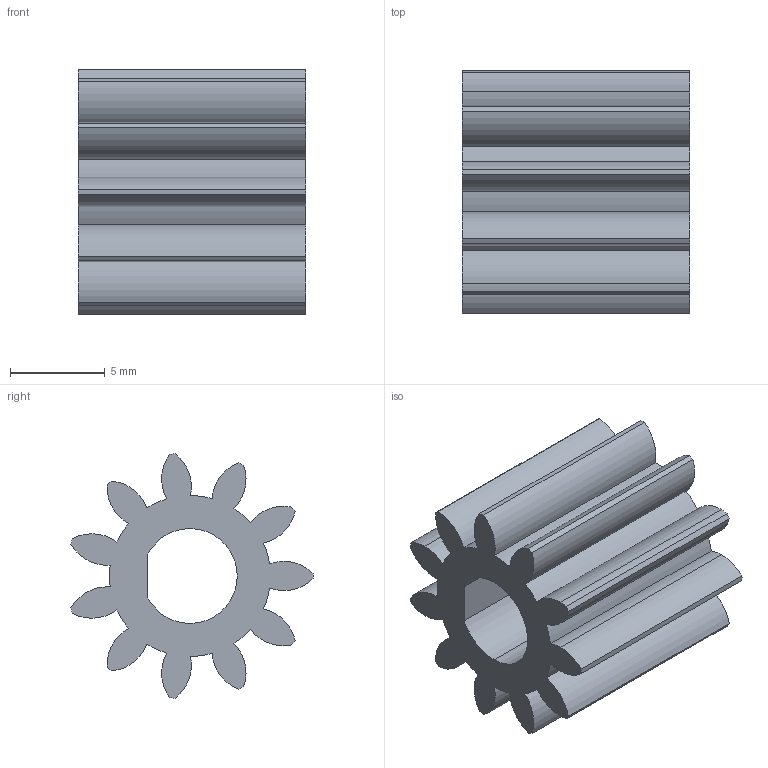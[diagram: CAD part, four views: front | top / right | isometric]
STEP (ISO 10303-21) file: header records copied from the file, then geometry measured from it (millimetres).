
FILE_DESCRIPTION (( 'STEP AP214' ), '1' );
FILE_NAME ('Spur gear 1M 11T.STEP', '2025-01-09T22:14:50', ( '' ), ( '' ), 'SwSTEP 2.0', 'SolidWorks 2025', '' );
FILE_SCHEMA (( 'AUTOMOTIVE_DESIGN' ));
Length unit declared in the file: millimetre
Products named in the file (1): Spur gear 1M 11T
Bounding box: 12 x 12.78 x 12.91 mm (x, y, z)
Volume: 824.2 mm3; surface area: 1170.6 mm2
Topology: 1 solids, 1 shells, 54 faces, 156 edges, 104 vertices
Faces by surface type: cylinder 51, plane 3
Entity records: 1869 total; most frequent: DIRECTION 368, CARTESIAN_POINT 315, ORIENTED_EDGE 312, AXIS2_PLACEMENT_3D 157, EDGE_CURVE 156, VERTEX_POINT 104, CIRCLE 102, EDGE_LOOP 56
